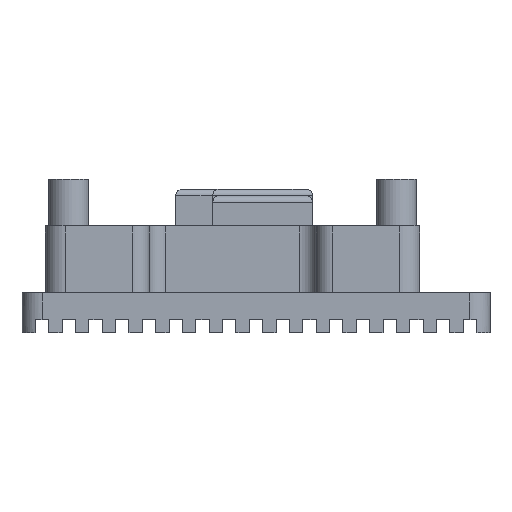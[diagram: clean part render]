
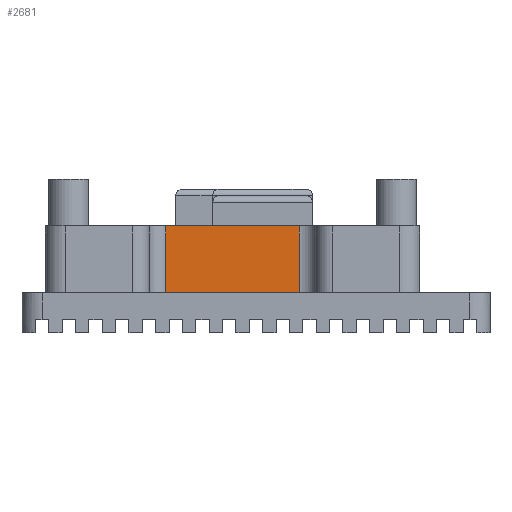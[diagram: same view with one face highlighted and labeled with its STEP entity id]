
A CAD part, left-side view. The second image highlights one B-rep face of the part: STEP entity #2681.
In plain terms, the highlighted planar face has unit normal (-1, 0, 0).
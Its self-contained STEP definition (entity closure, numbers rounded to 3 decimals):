
#72 = PLANE('',#73);
#73 = AXIS2_PLACEMENT_3D('',#74,#75,#76);
#74 = CARTESIAN_POINT('',(-10.13,3.105,16.));
#75 = DIRECTION('',(0.,0.,1.));
#76 = DIRECTION('',(1.,0.,0.));
#839 = VERTEX_POINT('',#840);
#840 = CARTESIAN_POINT('',(-38.1,13.5,16.));
#855 = CYLINDRICAL_SURFACE('',#856,2.5);
#856 = AXIS2_PLACEMENT_3D('',#857,#858,#859);
#857 = CARTESIAN_POINT('',(-40.6,13.5,6.));
#858 = DIRECTION('',(-0.,-0.,-1.));
#859 = DIRECTION('',(1.,0.,0.));
#867 = EDGE_CURVE('',#839,#868,#870,.T.);
#868 = VERTEX_POINT('',#869);
#869 = CARTESIAN_POINT('',(-38.1,-6.5,16.));
#870 = SURFACE_CURVE('',#871,(#875,#882),.PCURVE_S1.);
#871 = LINE('',#872,#873);
#872 = CARTESIAN_POINT('',(-38.1,13.5,16.));
#873 = VECTOR('',#874,1.);
#874 = DIRECTION('',(0.,-1.,0.));
#875 = PCURVE('',#72,#876);
#876 = DEFINITIONAL_REPRESENTATION('',(#877),#881);
#877 = LINE('',#878,#879);
#878 = CARTESIAN_POINT('',(-27.97,10.395));
#879 = VECTOR('',#880,1.);
#880 = DIRECTION('',(0.,-1.));
#881 = ( GEOMETRIC_REPRESENTATION_CONTEXT(2) 
PARAMETRIC_REPRESENTATION_CONTEXT() REPRESENTATION_CONTEXT('2D SPACE',''
  ) );
#882 = PCURVE('',#883,#888);
#883 = PLANE('',#884);
#884 = AXIS2_PLACEMENT_3D('',#885,#886,#887);
#885 = CARTESIAN_POINT('',(-38.1,13.5,6.));
#886 = DIRECTION('',(1.,0.,0.));
#887 = DIRECTION('',(0.,-1.,0.));
#888 = DEFINITIONAL_REPRESENTATION('',(#889),#893);
#889 = LINE('',#890,#891);
#890 = CARTESIAN_POINT('',(0.,-10.));
#891 = VECTOR('',#892,1.);
#892 = DIRECTION('',(1.,0.));
#893 = ( GEOMETRIC_REPRESENTATION_CONTEXT(2) 
PARAMETRIC_REPRESENTATION_CONTEXT() REPRESENTATION_CONTEXT('2D SPACE',''
  ) );
#912 = CYLINDRICAL_SURFACE('',#913,2.5);
#913 = AXIS2_PLACEMENT_3D('',#914,#915,#916);
#914 = CARTESIAN_POINT('',(-40.6,-6.5,6.));
#915 = DIRECTION('',(-0.,-0.,-1.));
#916 = DIRECTION('',(1.,0.,0.));
#1830 = PLANE('',#1831);
#1831 = AXIS2_PLACEMENT_3D('',#1832,#1833,#1834);
#1832 = CARTESIAN_POINT('',(10.702,0.,6.));
#1833 = DIRECTION('',(0.,0.,1.));
#1834 = DIRECTION('',(1.,0.,0.));
#2588 = EDGE_CURVE('',#2589,#868,#2591,.T.);
#2589 = VERTEX_POINT('',#2590);
#2590 = CARTESIAN_POINT('',(-38.1,-6.5,6.));
#2591 = SURFACE_CURVE('',#2592,(#2596,#2603),.PCURVE_S1.);
#2592 = LINE('',#2593,#2594);
#2593 = CARTESIAN_POINT('',(-38.1,-6.5,6.));
#2594 = VECTOR('',#2595,1.);
#2595 = DIRECTION('',(0.,0.,1.));
#2596 = PCURVE('',#912,#2597);
#2597 = DEFINITIONAL_REPRESENTATION('',(#2598),#2602);
#2598 = LINE('',#2599,#2600);
#2599 = CARTESIAN_POINT('',(-6.283,0.));
#2600 = VECTOR('',#2601,1.);
#2601 = DIRECTION('',(-0.,-1.));
#2602 = ( GEOMETRIC_REPRESENTATION_CONTEXT(2) 
PARAMETRIC_REPRESENTATION_CONTEXT() REPRESENTATION_CONTEXT('2D SPACE',''
  ) );
#2603 = PCURVE('',#883,#2604);
#2604 = DEFINITIONAL_REPRESENTATION('',(#2605),#2609);
#2605 = LINE('',#2606,#2607);
#2606 = CARTESIAN_POINT('',(20.,0.));
#2607 = VECTOR('',#2608,1.);
#2608 = DIRECTION('',(0.,-1.));
#2609 = ( GEOMETRIC_REPRESENTATION_CONTEXT(2) 
PARAMETRIC_REPRESENTATION_CONTEXT() REPRESENTATION_CONTEXT('2D SPACE',''
  ) );
#2681 = ADVANCED_FACE('',(#2682),#883,.F.);
#2682 = FACE_BOUND('',#2683,.F.);
#2683 = EDGE_LOOP('',(#2684,#2707,#2708,#2709));
#2684 = ORIENTED_EDGE('',*,*,#2685,.T.);
#2685 = EDGE_CURVE('',#2686,#839,#2688,.T.);
#2686 = VERTEX_POINT('',#2687);
#2687 = CARTESIAN_POINT('',(-38.1,13.5,6.));
#2688 = SURFACE_CURVE('',#2689,(#2693,#2700),.PCURVE_S1.);
#2689 = LINE('',#2690,#2691);
#2690 = CARTESIAN_POINT('',(-38.1,13.5,6.));
#2691 = VECTOR('',#2692,1.);
#2692 = DIRECTION('',(0.,0.,1.));
#2693 = PCURVE('',#883,#2694);
#2694 = DEFINITIONAL_REPRESENTATION('',(#2695),#2699);
#2695 = LINE('',#2696,#2697);
#2696 = CARTESIAN_POINT('',(0.,0.));
#2697 = VECTOR('',#2698,1.);
#2698 = DIRECTION('',(0.,-1.));
#2699 = ( GEOMETRIC_REPRESENTATION_CONTEXT(2) 
PARAMETRIC_REPRESENTATION_CONTEXT() REPRESENTATION_CONTEXT('2D SPACE',''
  ) );
#2700 = PCURVE('',#855,#2701);
#2701 = DEFINITIONAL_REPRESENTATION('',(#2702),#2706);
#2702 = LINE('',#2703,#2704);
#2703 = CARTESIAN_POINT('',(0.,-0.));
#2704 = VECTOR('',#2705,1.);
#2705 = DIRECTION('',(-0.,-1.));
#2706 = ( GEOMETRIC_REPRESENTATION_CONTEXT(2) 
PARAMETRIC_REPRESENTATION_CONTEXT() REPRESENTATION_CONTEXT('2D SPACE',''
  ) );
#2707 = ORIENTED_EDGE('',*,*,#867,.T.);
#2708 = ORIENTED_EDGE('',*,*,#2588,.F.);
#2709 = ORIENTED_EDGE('',*,*,#2710,.F.);
#2710 = EDGE_CURVE('',#2686,#2589,#2711,.T.);
#2711 = SURFACE_CURVE('',#2712,(#2716,#2723),.PCURVE_S1.);
#2712 = LINE('',#2713,#2714);
#2713 = CARTESIAN_POINT('',(-38.1,13.5,6.));
#2714 = VECTOR('',#2715,1.);
#2715 = DIRECTION('',(0.,-1.,0.));
#2716 = PCURVE('',#883,#2717);
#2717 = DEFINITIONAL_REPRESENTATION('',(#2718),#2722);
#2718 = LINE('',#2719,#2720);
#2719 = CARTESIAN_POINT('',(0.,0.));
#2720 = VECTOR('',#2721,1.);
#2721 = DIRECTION('',(1.,0.));
#2722 = ( GEOMETRIC_REPRESENTATION_CONTEXT(2) 
PARAMETRIC_REPRESENTATION_CONTEXT() REPRESENTATION_CONTEXT('2D SPACE',''
  ) );
#2723 = PCURVE('',#1830,#2724);
#2724 = DEFINITIONAL_REPRESENTATION('',(#2725),#2729);
#2725 = LINE('',#2726,#2727);
#2726 = CARTESIAN_POINT('',(-48.802,13.5));
#2727 = VECTOR('',#2728,1.);
#2728 = DIRECTION('',(0.,-1.));
#2729 = ( GEOMETRIC_REPRESENTATION_CONTEXT(2) 
PARAMETRIC_REPRESENTATION_CONTEXT() REPRESENTATION_CONTEXT('2D SPACE',''
  ) );
